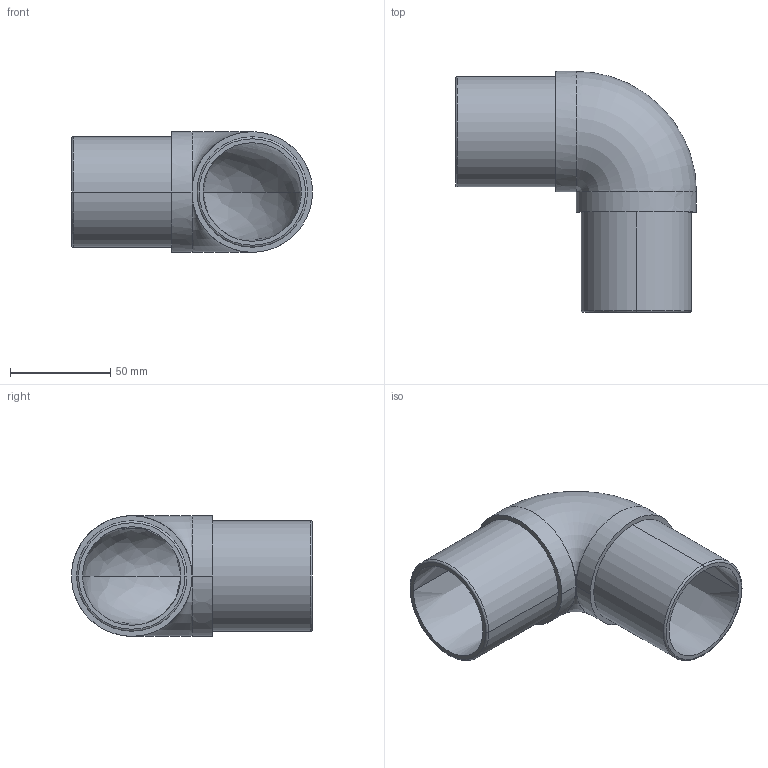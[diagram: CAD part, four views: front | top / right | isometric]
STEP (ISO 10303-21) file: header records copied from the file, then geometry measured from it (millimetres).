
FILE_DESCRIPTION((''),'2;1');
FILE_NAME('GUANG','2018-08-20T',('Administrator'),(''),'PRO/ENGINEER BY PARAMETRIC TECHNOLOGY CORPORATION, 2015070','PRO/ENGINEER BY PARAMETRIC TECHNOLOGY CORPORATION, 2015070','');
FILE_SCHEMA(('CONFIG_CONTROL_DESIGN'));
Length unit declared in the file: millimetre
Products named in the file (1): GUANG
Bounding box: 120 x 120 x 59.99 mm (x, y, z)
Volume: 112160.6 mm3; surface area: 57389.7 mm2
Topology: 1 solids, 1 shells, 24 faces, 49 edges, 27 vertices
Faces by surface type: bspline 12, plane 4, torus 4, cylinder 4
Entity records: 1681 total; most frequent: CARTESIAN_POINT 1208, ORIENTED_EDGE 94, DIRECTION 68, EDGE_CURVE 47, AXIS2_PLACEMENT_3D 28, EDGE_LOOP 28, VERTEX_POINT 27, FACE_OUTER_BOUND 24
